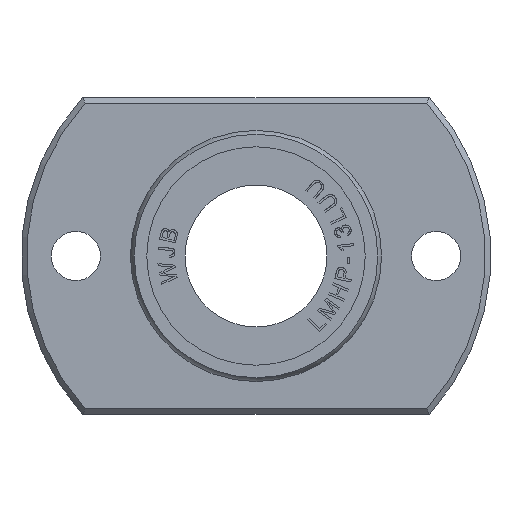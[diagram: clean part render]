
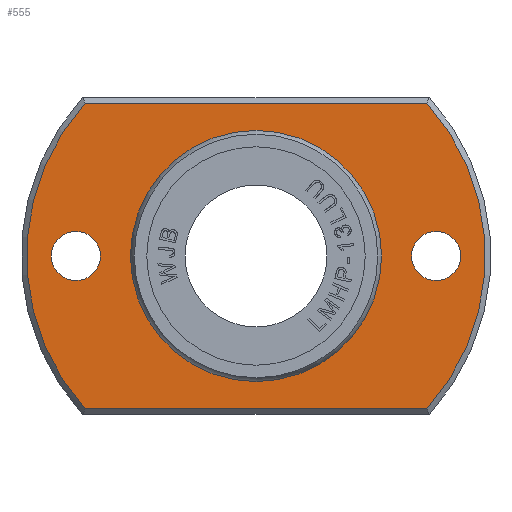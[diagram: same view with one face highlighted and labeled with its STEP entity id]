
A CAD part, left-side view. The second image highlights one B-rep face of the part: STEP entity #555.
In plain terms, the highlighted planar face has unit normal (-1, 0, 0).
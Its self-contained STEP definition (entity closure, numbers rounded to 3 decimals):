
#555=ADVANCED_FACE('',(#1785,#1786,#1787,#1788),#940,.T.);
#940=PLANE('',#7082);
#1230=CIRCLE('',#7069,21.);
#1232=CIRCLE('',#7072,21.);
#1236=CIRCLE('',#7079,2.25);
#1237=CIRCLE('',#7080,2.25);
#1238=CIRCLE('',#7081,11.286);
#1370=B_SPLINE_CURVE_WITH_KNOTS('',3,(#10530,#10531,#10532,#10533),.UNSPECIFIED.,
 .F.,.F.,(4,4),(0.,1.),.UNSPECIFIED.);
#1371=B_SPLINE_CURVE_WITH_KNOTS('',3,(#10534,#10535,#10536,#10537),.UNSPECIFIED.,
 .F.,.F.,(4,4),(0.,1.),.UNSPECIFIED.);
#1785=FACE_BOUND('',#1889,.T.);
#1786=FACE_BOUND('',#1890,.T.);
#1787=FACE_BOUND('',#1891,.T.);
#1788=FACE_BOUND('',#1892,.T.);
#1889=EDGE_LOOP('',(#2610));
#1890=EDGE_LOOP('',(#2611));
#1891=EDGE_LOOP('',(#2612));
#1892=EDGE_LOOP('',(#2613,#2614,#2615,#2616));
#2610=ORIENTED_EDGE('',*,*,#5218,.F.);
#2611=ORIENTED_EDGE('',*,*,#5219,.F.);
#2612=ORIENTED_EDGE('',*,*,#5220,.F.);
#2613=ORIENTED_EDGE('',*,*,#5205,.F.);
#2614=ORIENTED_EDGE('',*,*,#5221,.F.);
#2615=ORIENTED_EDGE('',*,*,#5208,.F.);
#2616=ORIENTED_EDGE('',*,*,#5222,.F.);
#4548=VERTEX_POINT('',#10480);
#4550=VERTEX_POINT('',#10483);
#4552=VERTEX_POINT('',#10492);
#4553=VERTEX_POINT('',#10493);
#4560=VERTEX_POINT('',#10525);
#4561=VERTEX_POINT('',#10527);
#4562=VERTEX_POINT('',#10529);
#5205=EDGE_CURVE('',#4548,#4550,#1230,.T.);
#5208=EDGE_CURVE('',#4552,#4553,#1232,.T.);
#5218=EDGE_CURVE('',#4560,#4560,#1236,.T.);
#5219=EDGE_CURVE('',#4561,#4561,#1237,.T.);
#5220=EDGE_CURVE('',#4562,#4562,#1238,.T.);
#5221=EDGE_CURVE('',#4553,#4548,#1370,.T.);
#5222=EDGE_CURVE('',#4550,#4552,#1371,.T.);
#7069=AXIS2_PLACEMENT_3D('',#10482,#7682,#7683);
#7072=AXIS2_PLACEMENT_3D('',#10491,#7688,#7689);
#7079=AXIS2_PLACEMENT_3D('',#10524,#7704,#7705);
#7080=AXIS2_PLACEMENT_3D('',#10526,#7706,#7707);
#7081=AXIS2_PLACEMENT_3D('',#10528,#7708,#7709);
#7082=AXIS2_PLACEMENT_3D('',#10538,#7710,#7711);
#7682=DIRECTION('',(1.,0.,0.));
#7683=DIRECTION('',(0.,0.,-1.));
#7688=DIRECTION('',(1.,0.,0.));
#7689=DIRECTION('',(0.,0.,-1.));
#7704=DIRECTION('',(-1.,0.,0.));
#7705=DIRECTION('',(0.,0.,1.));
#7706=DIRECTION('',(-1.,0.,0.));
#7707=DIRECTION('',(0.,0.,1.));
#7708=DIRECTION('',(-1.,0.,0.));
#7709=DIRECTION('',(0.,0.,1.));
#7710=DIRECTION('',(-1.,0.,0.));
#7711=DIRECTION('',(0.,0.,1.));
#10480=CARTESIAN_POINT('',(6.,-15.652,14.));
#10482=CARTESIAN_POINT('',(6.,0.,0.));
#10483=CARTESIAN_POINT('',(6.,-15.652,-14.));
#10491=CARTESIAN_POINT('',(6.,0.,0.));
#10492=CARTESIAN_POINT('',(6.,15.652,-14.));
#10493=CARTESIAN_POINT('',(6.,15.652,14.));
#10524=CARTESIAN_POINT('',(6.,-16.5,0.));
#10525=CARTESIAN_POINT('',(6.,-16.5,2.25));
#10526=CARTESIAN_POINT('',(6.,16.5,0.));
#10527=CARTESIAN_POINT('',(6.,16.5,2.25));
#10528=CARTESIAN_POINT('',(6.,0.,0.));
#10529=CARTESIAN_POINT('',(6.,0.,11.286));
#10530=CARTESIAN_POINT('',(6.,15.652,14.));
#10531=CARTESIAN_POINT('',(6.,5.217,14.));
#10532=CARTESIAN_POINT('',(6.,-5.217,14.));
#10533=CARTESIAN_POINT('',(6.,-15.652,14.));
#10534=CARTESIAN_POINT('',(6.,-15.652,-14.));
#10535=CARTESIAN_POINT('',(6.,-5.217,-14.));
#10536=CARTESIAN_POINT('',(6.,5.217,-14.));
#10537=CARTESIAN_POINT('',(6.,15.652,-14.));
#10538=CARTESIAN_POINT('',(6.,0.,16.393));
